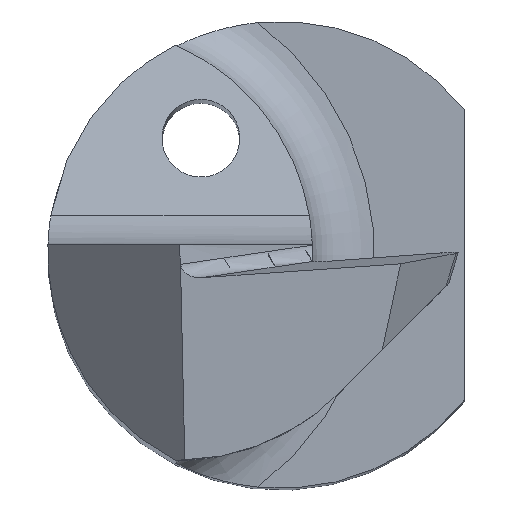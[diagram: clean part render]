
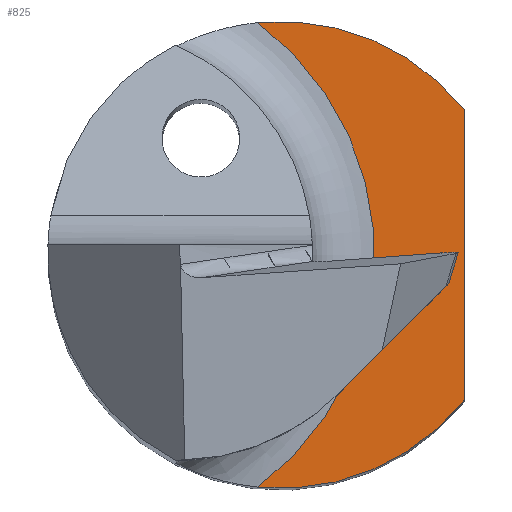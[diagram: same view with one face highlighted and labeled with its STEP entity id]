
A CAD part, top view. The second image highlights one B-rep face of the part: STEP entity #825.
In plain terms, the highlighted planar face has unit normal (0, 0, 1).
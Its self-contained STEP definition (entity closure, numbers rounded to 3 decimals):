
#2 = DIRECTION ( 'NONE',  ( 1., 0., 0. ) ) ;
#7 = VERTEX_POINT ( 'NONE', #636 ) ;
#27 = DIRECTION ( 'NONE',  ( 0., 0., 1. ) ) ;
#29 = DIRECTION ( 'NONE',  ( 1., 0., 0. ) ) ;
#41 = DIRECTION ( 'NONE',  ( 1., 0., 0. ) ) ;
#97 = AXIS2_PLACEMENT_3D ( 'NONE', #682, #239, #564 ) ;
#126 = AXIS2_PLACEMENT_3D ( 'NONE', #242, #27, #41 ) ;
#133 = EDGE_CURVE ( 'NONE', #7, #186, #731, .T. ) ;
#139 = CIRCLE ( 'NONE', #216, 3. ) ;
#152 = CARTESIAN_POINT ( 'NONE',  ( 0., 0., 15. ) ) ;
#174 = FACE_OUTER_BOUND ( 'NONE', #479, .T. ) ;
#175 = ORIENTED_EDGE ( 'NONE', *, *, #361, .T. ) ;
#186 = VERTEX_POINT ( 'NONE', #800 ) ;
#216 = AXIS2_PLACEMENT_3D ( 'NONE', #441, #234, #29 ) ;
#234 = DIRECTION ( 'NONE',  ( 0., 0., 1. ) ) ;
#239 = DIRECTION ( 'NONE',  ( 0., 0., -1. ) ) ;
#242 = CARTESIAN_POINT ( 'NONE',  ( 0., 0., 15. ) ) ;
#278 = EDGE_CURVE ( 'NONE', #574, #840, #139, .T. ) ;
#290 = ORIENTED_EDGE ( 'NONE', *, *, #133, .T. ) ;
#325 = AXIS2_PLACEMENT_3D ( 'NONE', #152, #412, #2 ) ;
#332 = CARTESIAN_POINT ( 'NONE',  ( 2.35, 3., 15. ) ) ;
#348 = CARTESIAN_POINT ( 'NONE',  ( 2.35, 1.865, 15. ) ) ;
#361 = EDGE_CURVE ( 'NONE', #840, #7, #480, .T. ) ;
#397 = VECTOR ( 'NONE', #584, 1000. ) ;
#412 = DIRECTION ( 'NONE',  ( 0., 0., 1. ) ) ;
#441 = CARTESIAN_POINT ( 'NONE',  ( 0., 0., 15. ) ) ;
#479 = EDGE_LOOP ( 'NONE', ( #703, #175, #290, #758 ) ) ;
#480 = CIRCLE ( 'NONE', #97, 3.714 ) ;
#485 = EDGE_CURVE ( 'NONE', #574, #186, #793, .T. ) ;
#564 = DIRECTION ( 'NONE',  ( 1., 0., 0. ) ) ;
#574 = VERTEX_POINT ( 'NONE', #348 ) ;
#584 = DIRECTION ( 'NONE',  ( 0., -1., 0. ) ) ;
#636 = CARTESIAN_POINT ( 'NONE',  ( -0.304, -2.985, 15. ) ) ;
#682 = CARTESIAN_POINT ( 'NONE',  ( -2.514, 0., 15. ) ) ;
#703 = ORIENTED_EDGE ( 'NONE', *, *, #278, .T. ) ;
#708 = PLANE ( 'NONE',  #126 ) ;
#731 = CIRCLE ( 'NONE', #325, 3. ) ;
#758 = ORIENTED_EDGE ( 'NONE', *, *, #485, .F. ) ;
#793 = LINE ( 'NONE', #332, #397 ) ;
#800 = CARTESIAN_POINT ( 'NONE',  ( 2.35, -1.865, 15. ) ) ;
#825 = ADVANCED_FACE ( 'NONE', ( #174 ), #708, .T. ) ;
#840 = VERTEX_POINT ( 'NONE', #841 ) ;
#841 = CARTESIAN_POINT ( 'NONE',  ( -0.304, 2.985, 15. ) ) ;
